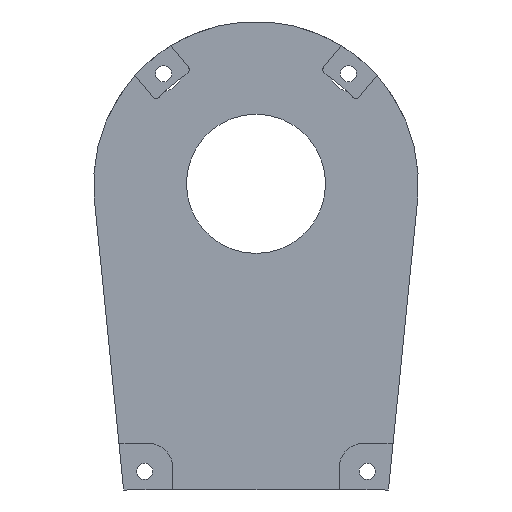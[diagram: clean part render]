
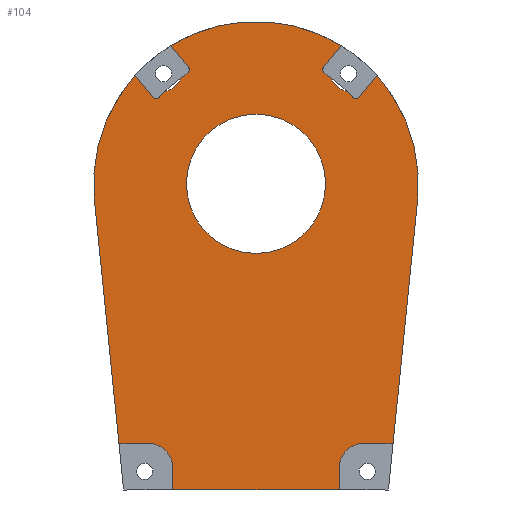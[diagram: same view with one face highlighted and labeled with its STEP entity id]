
A CAD part, front view. The second image highlights one B-rep face of the part: STEP entity #104.
In plain terms, the highlighted planar face has unit normal (0, -1, 0).
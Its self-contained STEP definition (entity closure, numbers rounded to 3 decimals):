
#72=FACE_BOUND('',#292,.T.);
#73=FACE_BOUND('',#293,.T.);
#104=ADVANCED_FACE('',(#72,#73),#180,.T.);
#180=PLANE('',#1584);
#292=EDGE_LOOP('',(#403));
#293=EDGE_LOOP('',(#404,#405,#406,#407,#408,#409,#410,#411,#412,#413,#414,
#415,#416,#417,#418,#419,#420,#421,#422,#423,#424,#425,#426,#427,#428,#429));
#403=ORIENTED_EDGE('',*,*,#932,.T.);
#404=ORIENTED_EDGE('',*,*,#933,.T.);
#405=ORIENTED_EDGE('',*,*,#934,.T.);
#406=ORIENTED_EDGE('',*,*,#935,.T.);
#407=ORIENTED_EDGE('',*,*,#928,.T.);
#408=ORIENTED_EDGE('',*,*,#936,.F.);
#409=ORIENTED_EDGE('',*,*,#937,.T.);
#410=ORIENTED_EDGE('',*,*,#938,.F.);
#411=ORIENTED_EDGE('',*,*,#939,.T.);
#412=ORIENTED_EDGE('',*,*,#940,.T.);
#413=ORIENTED_EDGE('',*,*,#941,.T.);
#414=ORIENTED_EDGE('',*,*,#942,.T.);
#415=ORIENTED_EDGE('',*,*,#943,.F.);
#416=ORIENTED_EDGE('',*,*,#944,.F.);
#417=ORIENTED_EDGE('',*,*,#945,.F.);
#418=ORIENTED_EDGE('',*,*,#946,.T.);
#419=ORIENTED_EDGE('',*,*,#947,.T.);
#420=ORIENTED_EDGE('',*,*,#948,.T.);
#421=ORIENTED_EDGE('',*,*,#949,.F.);
#422=ORIENTED_EDGE('',*,*,#950,.T.);
#423=ORIENTED_EDGE('',*,*,#951,.F.);
#424=ORIENTED_EDGE('',*,*,#952,.F.);
#425=ORIENTED_EDGE('',*,*,#953,.F.);
#426=ORIENTED_EDGE('',*,*,#954,.T.);
#427=ORIENTED_EDGE('',*,*,#955,.F.);
#428=ORIENTED_EDGE('',*,*,#956,.T.);
#429=ORIENTED_EDGE('',*,*,#916,.T.);
#788=VERTEX_POINT('',#2159);
#789=VERTEX_POINT('',#2161);
#800=VERTEX_POINT('',#2184);
#801=VERTEX_POINT('',#2186);
#803=VERTEX_POINT('',#2193);
#804=VERTEX_POINT('',#2195);
#805=VERTEX_POINT('',#2197);
#806=VERTEX_POINT('',#2200);
#807=VERTEX_POINT('',#2202);
#808=VERTEX_POINT('',#2204);
#809=VERTEX_POINT('',#2206);
#810=VERTEX_POINT('',#2208);
#811=VERTEX_POINT('',#2210);
#812=VERTEX_POINT('',#2212);
#813=VERTEX_POINT('',#2214);
#814=VERTEX_POINT('',#2216);
#815=VERTEX_POINT('',#2218);
#816=VERTEX_POINT('',#2220);
#817=VERTEX_POINT('',#2222);
#818=VERTEX_POINT('',#2224);
#819=VERTEX_POINT('',#2226);
#820=VERTEX_POINT('',#2228);
#821=VERTEX_POINT('',#2230);
#822=VERTEX_POINT('',#2232);
#823=VERTEX_POINT('',#2234);
#824=VERTEX_POINT('',#2236);
#825=VERTEX_POINT('',#2238);
#916=EDGE_CURVE('',#789,#788,#1236,.T.);
#928=EDGE_CURVE('',#801,#800,#1248,.T.);
#932=EDGE_CURVE('',#803,#803,#1115,.T.);
#933=EDGE_CURVE('',#788,#804,#1252,.T.);
#934=EDGE_CURVE('',#804,#805,#1116,.T.);
#935=EDGE_CURVE('',#805,#801,#1253,.T.);
#936=EDGE_CURVE('',#806,#800,#1254,.T.);
#937=EDGE_CURVE('',#806,#807,#1117,.T.);
#938=EDGE_CURVE('',#808,#807,#1255,.T.);
#939=EDGE_CURVE('',#808,#809,#1256,.T.);
#940=EDGE_CURVE('',#809,#810,#1118,.T.);
#941=EDGE_CURVE('',#810,#811,#1257,.T.);
#942=EDGE_CURVE('',#811,#812,#1119,.T.);
#943=EDGE_CURVE('',#813,#812,#1120,.T.);
#944=EDGE_CURVE('',#814,#813,#1121,.T.);
#945=EDGE_CURVE('',#815,#814,#1122,.T.);
#946=EDGE_CURVE('',#815,#816,#1123,.T.);
#947=EDGE_CURVE('',#816,#817,#1258,.T.);
#948=EDGE_CURVE('',#817,#818,#1124,.T.);
#949=EDGE_CURVE('',#819,#818,#1259,.T.);
#950=EDGE_CURVE('',#819,#820,#1125,.T.);
#951=EDGE_CURVE('',#821,#820,#1126,.T.);
#952=EDGE_CURVE('',#822,#821,#1127,.T.);
#953=EDGE_CURVE('',#823,#822,#1128,.T.);
#954=EDGE_CURVE('',#823,#824,#1129,.T.);
#955=EDGE_CURVE('',#825,#824,#1260,.T.);
#956=EDGE_CURVE('',#825,#789,#1130,.T.);
#1115=CIRCLE('',#1568,15.);
#1116=CIRCLE('',#1569,5.);
#1117=CIRCLE('',#1570,5.);
#1118=CIRCLE('',#1571,35.);
#1119=CIRCLE('',#1572,1.);
#1120=CIRCLE('',#1573,28.);
#1121=CIRCLE('',#1574,3.75);
#1122=CIRCLE('',#1575,28.);
#1123=CIRCLE('',#1576,1.);
#1124=CIRCLE('',#1577,35.);
#1125=CIRCLE('',#1578,1.);
#1126=CIRCLE('',#1579,28.);
#1127=CIRCLE('',#1580,3.75);
#1128=CIRCLE('',#1581,28.);
#1129=CIRCLE('',#1582,1.);
#1130=CIRCLE('',#1583,35.);
#1236=LINE('',#2160,#1386);
#1248=LINE('',#2185,#1398);
#1252=LINE('',#2194,#1402);
#1253=LINE('',#2198,#1403);
#1254=LINE('',#2199,#1404);
#1255=LINE('',#2203,#1405);
#1256=LINE('',#2205,#1406);
#1257=LINE('',#2209,#1407);
#1258=LINE('',#2221,#1408);
#1259=LINE('',#2225,#1409);
#1260=LINE('',#2237,#1410);
#1386=VECTOR('',#1728,1.);
#1398=VECTOR('',#1742,1.);
#1402=VECTOR('',#1750,1.);
#1403=VECTOR('',#1753,1.);
#1404=VECTOR('',#1754,1.);
#1405=VECTOR('',#1757,1.);
#1406=VECTOR('',#1758,1.);
#1407=VECTOR('',#1761,1.);
#1408=VECTOR('',#1772,1.);
#1409=VECTOR('',#1775,1.);
#1410=VECTOR('',#1786,1.);
#1568=AXIS2_PLACEMENT_3D('',#2192,#1748,#1749);
#1569=AXIS2_PLACEMENT_3D('',#2196,#1751,#1752);
#1570=AXIS2_PLACEMENT_3D('',#2201,#1755,#1756);
#1571=AXIS2_PLACEMENT_3D('',#2207,#1759,#1760);
#1572=AXIS2_PLACEMENT_3D('',#2211,#1762,#1763);
#1573=AXIS2_PLACEMENT_3D('',#2213,#1764,#1765);
#1574=AXIS2_PLACEMENT_3D('',#2215,#1766,#1767);
#1575=AXIS2_PLACEMENT_3D('',#2217,#1768,#1769);
#1576=AXIS2_PLACEMENT_3D('',#2219,#1770,#1771);
#1577=AXIS2_PLACEMENT_3D('',#2223,#1773,#1774);
#1578=AXIS2_PLACEMENT_3D('',#2227,#1776,#1777);
#1579=AXIS2_PLACEMENT_3D('',#2229,#1778,#1779);
#1580=AXIS2_PLACEMENT_3D('',#2231,#1780,#1781);
#1581=AXIS2_PLACEMENT_3D('',#2233,#1782,#1783);
#1582=AXIS2_PLACEMENT_3D('',#2235,#1784,#1785);
#1583=AXIS2_PLACEMENT_3D('',#2239,#1787,#1788);
#1584=AXIS2_PLACEMENT_3D('',#2240,#1789,#1790);
#1728=DIRECTION('',(0.1,0.,-0.995));
#1742=DIRECTION('',(1.,0.,0.));
#1748=DIRECTION('',(0.,1.,0.));
#1749=DIRECTION('',(0.,0.,-1.));
#1750=DIRECTION('',(1.,0.,0.));
#1751=DIRECTION('',(0.,1.,0.));
#1752=DIRECTION('',(0.,0.,-1.));
#1753=DIRECTION('',(0.,0.,-1.));
#1754=DIRECTION('',(0.,0.,-1.));
#1755=DIRECTION('',(0.,1.,0.));
#1756=DIRECTION('',(0.,0.,-1.));
#1757=DIRECTION('',(-1.,0.,0.));
#1758=DIRECTION('',(0.1,0.,0.995));
#1759=DIRECTION('',(0.,-1.,0.));
#1760=DIRECTION('',(1.,0.,0.));
#1761=DIRECTION('',(-0.643,0.,-0.766));
#1762=DIRECTION('',(0.,1.,0.));
#1763=DIRECTION('',(0.,0.,-1.));
#1764=DIRECTION('',(0.,1.,0.));
#1765=DIRECTION('',(0.,0.,-1.));
#1766=DIRECTION('',(0.,-1.,0.));
#1767=DIRECTION('',(0.,0.,-1.));
#1768=DIRECTION('',(0.,1.,0.));
#1769=DIRECTION('',(0.,0.,-1.));
#1770=DIRECTION('',(0.,1.,0.));
#1771=DIRECTION('',(0.,0.,-1.));
#1772=DIRECTION('',(0.643,0.,0.766));
#1773=DIRECTION('',(0.,-1.,0.));
#1774=DIRECTION('',(1.,0.,0.));
#1775=DIRECTION('',(-0.643,0.,0.766));
#1776=DIRECTION('',(0.,1.,0.));
#1777=DIRECTION('',(0.,0.,-1.));
#1778=DIRECTION('',(0.,1.,0.));
#1779=DIRECTION('',(0.,0.,-1.));
#1780=DIRECTION('',(0.,-1.,0.));
#1781=DIRECTION('',(0.,0.,-1.));
#1782=DIRECTION('',(0.,1.,0.));
#1783=DIRECTION('',(0.,0.,-1.));
#1784=DIRECTION('',(0.,1.,0.));
#1785=DIRECTION('',(0.,0.,-1.));
#1786=DIRECTION('',(0.643,0.,-0.766));
#1787=DIRECTION('',(0.,-1.,0.));
#1788=DIRECTION('',(1.,0.,0.));
#1789=DIRECTION('',(0.,-1.,0.));
#1790=DIRECTION('',(0.,0.,-1.));
#2159=CARTESIAN_POINT('',(-29.548,0.,-56.));
#2160=CARTESIAN_POINT('',(-34.825,0.,-3.5));
#2161=CARTESIAN_POINT('',(-34.825,0.,-3.5));
#2184=CARTESIAN_POINT('',(18.,0.,-66.));
#2185=CARTESIAN_POINT('',(-28.543,0.,-66.));
#2186=CARTESIAN_POINT('',(-18.,0.,-66.));
#2192=CARTESIAN_POINT('',(0.,0.,0.));
#2193=CARTESIAN_POINT('',(0.,0.,-15.));
#2194=CARTESIAN_POINT('',(0.,0.,-56.));
#2195=CARTESIAN_POINT('',(-23.,0.,-56.));
#2196=CARTESIAN_POINT('',(-23.,0.,-61.));
#2197=CARTESIAN_POINT('',(-18.,0.,-61.));
#2198=CARTESIAN_POINT('',(-18.,0.,0.));
#2199=CARTESIAN_POINT('',(18.,0.,0.));
#2200=CARTESIAN_POINT('',(18.,0.,-61.));
#2201=CARTESIAN_POINT('',(23.,0.,-61.));
#2202=CARTESIAN_POINT('',(23.,0.,-56.));
#2203=CARTESIAN_POINT('',(0.,0.,-56.));
#2204=CARTESIAN_POINT('',(29.548,0.,-56.));
#2205=CARTESIAN_POINT('',(28.543,0.,-66.));
#2206=CARTESIAN_POINT('',(34.825,0.,-3.5));
#2207=CARTESIAN_POINT('',(0.,0.,0.));
#2208=CARTESIAN_POINT('',(26.097,0.,23.323));
#2209=CARTESIAN_POINT('',(3.83,0.,-3.214));
#2210=CARTESIAN_POINT('',(22.293,0.,18.789));
#2211=CARTESIAN_POINT('',(21.527,0.,19.432));
#2212=CARTESIAN_POINT('',(20.785,0.,18.762));
#2213=CARTESIAN_POINT('',(0.,0.,0.));
#2214=CARTESIAN_POINT('',(19.582,0.,20.013));
#2215=CARTESIAN_POINT('',(19.926,0.,23.747));
#2216=CARTESIAN_POINT('',(16.309,0.,22.76));
#2217=CARTESIAN_POINT('',(0.,0.,0.));
#2218=CARTESIAN_POINT('',(14.868,0.,23.727));
#2219=CARTESIAN_POINT('',(15.398,0.,24.574));
#2220=CARTESIAN_POINT('',(14.632,0.,25.217));
#2221=CARTESIAN_POINT('',(-3.83,0.,3.214));
#2222=CARTESIAN_POINT('',(18.437,0.,29.75));
#2223=CARTESIAN_POINT('',(0.,0.,0.));
#2224=CARTESIAN_POINT('',(-18.437,0.,29.75));
#2225=CARTESIAN_POINT('',(3.83,0.,3.214));
#2226=CARTESIAN_POINT('',(-14.632,0.,25.217));
#2227=CARTESIAN_POINT('',(-15.398,0.,24.574));
#2228=CARTESIAN_POINT('',(-14.868,0.,23.727));
#2229=CARTESIAN_POINT('',(0.,0.,0.));
#2230=CARTESIAN_POINT('',(-16.309,0.,22.76));
#2231=CARTESIAN_POINT('',(-19.926,0.,23.747));
#2232=CARTESIAN_POINT('',(-19.582,0.,20.013));
#2233=CARTESIAN_POINT('',(0.,0.,0.));
#2234=CARTESIAN_POINT('',(-20.785,0.,18.762));
#2235=CARTESIAN_POINT('',(-21.527,0.,19.432));
#2236=CARTESIAN_POINT('',(-22.293,0.,18.789));
#2237=CARTESIAN_POINT('',(-3.83,0.,-3.214));
#2238=CARTESIAN_POINT('',(-26.097,0.,23.323));
#2239=CARTESIAN_POINT('',(0.,0.,0.));
#2240=CARTESIAN_POINT('',(0.,0.,0.));
